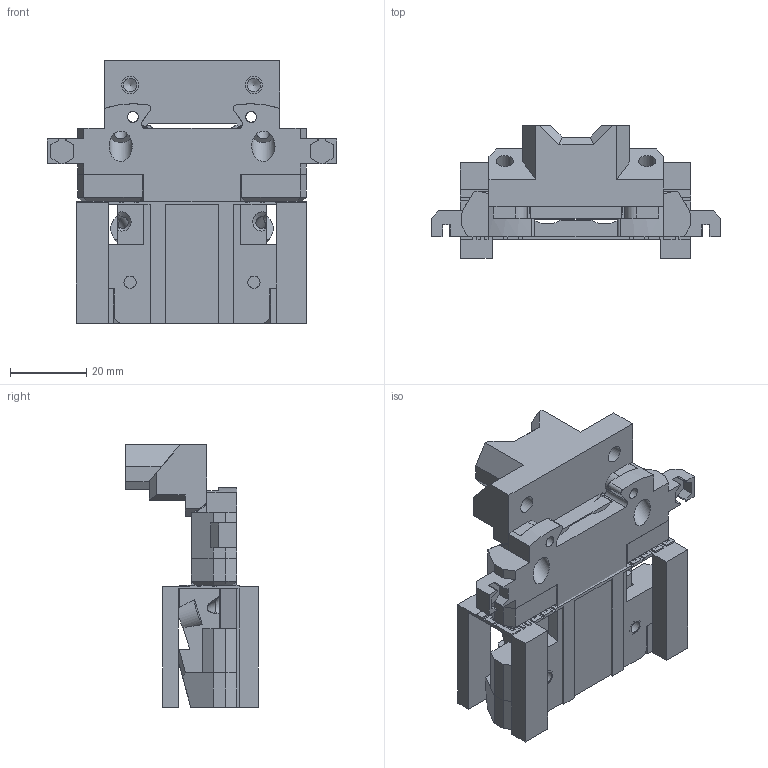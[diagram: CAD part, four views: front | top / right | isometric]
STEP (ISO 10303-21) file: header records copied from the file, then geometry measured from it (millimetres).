
FILE_DESCRIPTION(('FreeCAD Model'),'2;1');
FILE_NAME('Open CASCADE Shape Model','2024-08-05T21:40:39',(''),(''), 'Open CASCADE STEP processor 7.6','FreeCAD','Unknown');
FILE_SCHEMA(('AUTOMOTIVE_DESIGN { 1 0 10303 214 1 1 1 1 }'));
Length unit declared in the file: millimetre
Products named in the file (9): __Tap_Change_v3_0; Rail-Side; Rail-Side-Body; Support-Body; TH-Side; TH-Side-Body; Upper; Upper-Body; Support-Body001
Assembly tree (8 placements, depth 3):
  __Tap_Change_v3_0
    Rail-Side
      Rail-Side-Body
      Support-Body
    TH-Side
      TH-Side-Body
    Upper
      Upper-Body
      Support-Body001
Bounding box: 76 x 34.69 x 68.76 mm (x, y, z)
Volume: 40079.9 mm3; surface area: 31256.4 mm2
Topology: 5 solids, 5 shells, 635 faces, 1763 edges, 1167 vertices
Faces by surface type: plane 555, cylinder 66, cone 8, bspline 6
Full cylindrical faces by diameter (mm): 2.8 x2, 2.9 x8, 3.2 x6, 3.4 x4, 3.5 x2, 4.1 x2, 4.5 x4, 6.1 x2
Entity records: 45306 total; most frequent: CARTESIAN_POINT 9688, DIRECTION 6546, LINE 4841, VECTOR 4841, ORIENTED_EDGE 3518, PCURVE 3518, DEFINITIONAL_REPRESENTATION 3518, EDGE_CURVE 1759
